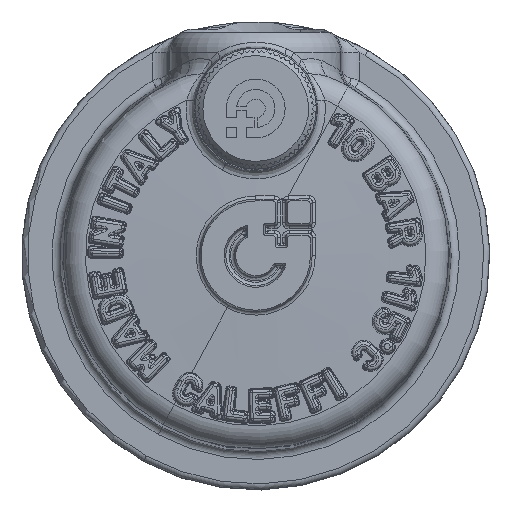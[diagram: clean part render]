
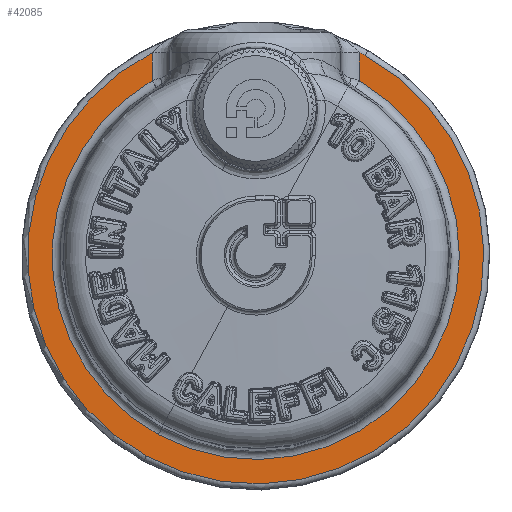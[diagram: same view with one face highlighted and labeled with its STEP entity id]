
A CAD part, top view. The second image highlights one B-rep face of the part: STEP entity #42085.
In plain terms, the highlighted planar face has unit normal (0, 0, 1).
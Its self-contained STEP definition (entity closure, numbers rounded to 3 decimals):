
#28234=CARTESIAN_POINT('Vertex',(8.824,17.294,38.)) ;
#28262=CARTESIAN_POINT('Axis2P3D Location',(0.,0.,38.)) ;
#28266=CARTESIAN_POINT('Vertex',(9.308,17.038,38.)) ;
#28287=CARTESIAN_POINT('Axis2P3D Location',(0.,0.,38.)) ;
#28291=CARTESIAN_POINT('Vertex',(-9.308,-17.038,38.)) ;
#28306=CARTESIAN_POINT('Axis2P3D Location',(0.,0.,38.)) ;
#28310=CARTESIAN_POINT('Vertex',(-8.824,17.294,38.)) ;
#28490=CARTESIAN_POINT('Vertex',(-8.824,14.924,38.)) ;
#28509=CARTESIAN_POINT('Line Origine',(-8.824,-0.695,38.)) ;
#37387=CARTESIAN_POINT('Vertex',(8.824,14.924,38.)) ;
#37390=CARTESIAN_POINT('Line Origine',(8.824,-0.695,38.)) ;
#42059=CARTESIAN_POINT('Axis2P3D Location',(0.,-19.906,38.)) ;
#42064=CARTESIAN_POINT('Axis2P3D Location',(0.,0.,38.)) ;
#42068=CARTESIAN_POINT('Vertex',(-8.312,-15.215,38.)) ;
#42071=CARTESIAN_POINT('Axis2P3D Location',(0.,0.,38.)) ;
#28511=VECTOR('Line Direction',#28510,1.) ;
#37392=VECTOR('Line Direction',#37391,1.) ;
#28263=DIRECTION('Axis2P3D Direction',(0.,-0.,-1.)) ;
#28288=DIRECTION('Axis2P3D Direction',(0.,0.,-1.)) ;
#28307=DIRECTION('Axis2P3D Direction',(0.,-0.,-1.)) ;
#28510=DIRECTION('Vector Direction',(0.,1.,0.)) ;
#37391=DIRECTION('Vector Direction',(0.,1.,0.)) ;
#42060=DIRECTION('Axis2P3D Direction',(0.,0.,-1.)) ;
#42061=DIRECTION('Axis2P3D XDirection',(1.,0.,0.)) ;
#42065=DIRECTION('Axis2P3D Direction',(0.,0.,-1.)) ;
#42072=DIRECTION('Axis2P3D Direction',(0.,0.,-1.)) ;
#28264=AXIS2_PLACEMENT_3D('Circle Axis2P3D',#28262,#28263,$) ;
#28289=AXIS2_PLACEMENT_3D('Circle Axis2P3D',#28287,#28288,$) ;
#28308=AXIS2_PLACEMENT_3D('Circle Axis2P3D',#28306,#28307,$) ;
#42062=AXIS2_PLACEMENT_3D('Plane Axis2P3D',#42059,#42060,#42061) ;
#42066=AXIS2_PLACEMENT_3D('Circle Axis2P3D',#42064,#42065,$) ;
#42073=AXIS2_PLACEMENT_3D('Circle Axis2P3D',#42071,#42072,$) ;
#28512=LINE('Line',#28509,#28511) ;
#37393=LINE('Line',#37390,#37392) ;
#28265=CIRCLE('generated circle',#28264,19.415) ;
#28290=CIRCLE('generated circle',#28289,19.415) ;
#28309=CIRCLE('generated circle',#28308,19.415) ;
#42067=CIRCLE('generated circle',#42066,17.338) ;
#42074=CIRCLE('generated circle',#42073,17.338) ;
#42063=PLANE('',#42062) ;
#28268=EDGE_CURVE('',#28235,#28267,#28265,.T.) ;
#28293=EDGE_CURVE('',#28267,#28292,#28290,.T.) ;
#28312=EDGE_CURVE('',#28292,#28311,#28309,.T.) ;
#28513=EDGE_CURVE('',#28311,#28491,#28512,.F.) ;
#37394=EDGE_CURVE('',#37388,#28235,#37393,.T.) ;
#42070=EDGE_CURVE('',#42069,#37388,#42067,.F.) ;
#42075=EDGE_CURVE('',#28491,#42069,#42074,.F.) ;
#42077=ORIENTED_EDGE('',*,*,#28312,.F.) ;
#42078=ORIENTED_EDGE('',*,*,#28293,.F.) ;
#42079=ORIENTED_EDGE('',*,*,#28268,.F.) ;
#42080=ORIENTED_EDGE('',*,*,#37394,.F.) ;
#42081=ORIENTED_EDGE('',*,*,#42070,.F.) ;
#42082=ORIENTED_EDGE('',*,*,#42075,.F.) ;
#42083=ORIENTED_EDGE('',*,*,#28513,.F.) ;
#42076=EDGE_LOOP('',(#42077,#42078,#42079,#42080,#42081,#42082,#42083)) ;
#28235=VERTEX_POINT('',#28234) ;
#28267=VERTEX_POINT('',#28266) ;
#28292=VERTEX_POINT('',#28291) ;
#28311=VERTEX_POINT('',#28310) ;
#28491=VERTEX_POINT('',#28490) ;
#37388=VERTEX_POINT('',#37387) ;
#42069=VERTEX_POINT('',#42068) ;
#42085=ADVANCED_FACE('PartBody',(#42084),#42063,.F.) ;
#42084=FACE_OUTER_BOUND('',#42076,.T.) ;
